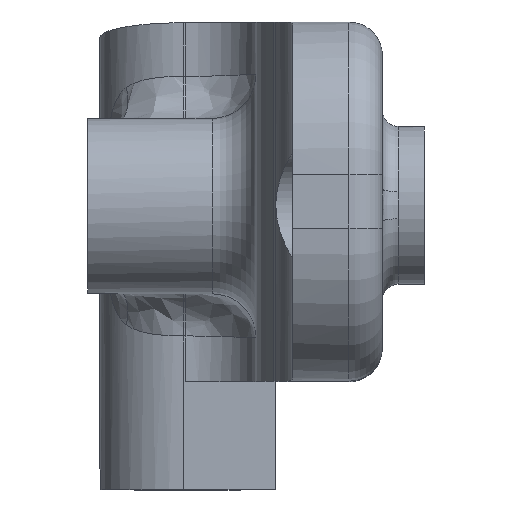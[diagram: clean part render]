
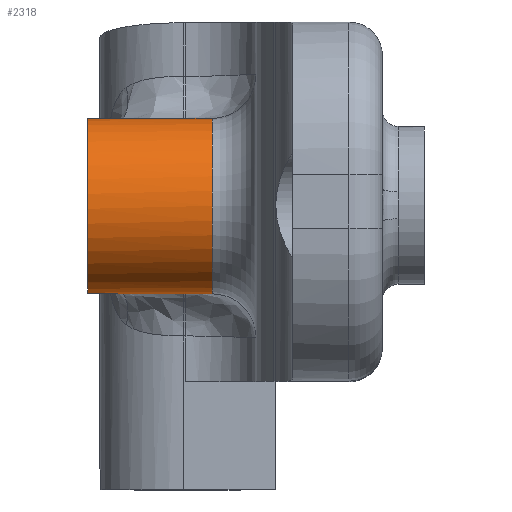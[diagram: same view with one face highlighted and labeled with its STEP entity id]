
A CAD part, top view. The second image highlights one B-rep face of the part: STEP entity #2318.
In plain terms, the highlighted cylindrical face has radius 5 mm (diameter 10 mm), a partial arc.
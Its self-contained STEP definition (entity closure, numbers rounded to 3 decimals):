
#2211=CARTESIAN_POINT('',(5.816,490.,-56.));
#2212=DIRECTION('',(-1.,0.,0.));
#2213=DIRECTION('',(0.,-1.,0.));
#2214=AXIS2_PLACEMENT_3D('',#2211,#2212,#2213);
#2215=CYLINDRICAL_SURFACE('',#2214,5.);
#2216=CARTESIAN_POINT('',(-5.684,485.,-56.));
#2217=VERTEX_POINT('',#2216);
#2218=CARTESIAN_POINT('',(1.4,485.,-56.));
#2219=VERTEX_POINT('',#2218);
#2220=CARTESIAN_POINT('',(-5.684,485.,-56.));
#2221=DIRECTION('',(1.,-0.,-0.));
#2222=VECTOR('',#2221,7.084);
#2223=LINE('',#2220,#2222);
#2224=EDGE_CURVE('',#2217,#2219,#2223,.T.);
#2225=ORIENTED_EDGE('',*,*,#2224,.T.);
#2226=CARTESIAN_POINT('',(1.416,485.002,-55.854));
#2227=VERTEX_POINT('',#2226);
#2228=CARTESIAN_POINT('',(1.4,485.,-56.));
#2229=CARTESIAN_POINT('',(1.411,485.,-55.952));
#2230=CARTESIAN_POINT('',(1.416,485.001,-55.903));
#2231=CARTESIAN_POINT('',(1.416,485.002,-55.854));
#2232=B_SPLINE_CURVE_WITH_KNOTS('',3,(#2228,#2229,#2230,#2231),.UNSPECIFIED.,.F.,.F.,(4,4),(0.002,0.002),.UNSPECIFIED.);
#2233=EDGE_CURVE('',#2219,#2227,#2232,.T.);
#2234=ORIENTED_EDGE('',*,*,#2233,.T.);
#2235=CARTESIAN_POINT('',(1.416,494.998,-55.854));
#2236=VERTEX_POINT('',#2235);
#2237=CARTESIAN_POINT('',(1.416,490.,-56.));
#2238=DIRECTION('',(-1.,0.,0.));
#2239=DIRECTION('',(0.,0.,1.));
#2240=AXIS2_PLACEMENT_3D('',#2237,#2238,#2239);
#2241=CIRCLE('',#2240,5.);
#2242=EDGE_CURVE('',#2227,#2236,#2241,.T.);
#2243=ORIENTED_EDGE('',*,*,#2242,.T.);
#2244=CARTESIAN_POINT('',(-0.084,494.927,-56.854));
#2245=VERTEX_POINT('',#2244);
#2246=CARTESIAN_POINT('',(1.416,494.998,-55.854));
#2247=CARTESIAN_POINT('',(1.416,495.002,-55.986));
#2248=CARTESIAN_POINT('',(1.376,495.,-56.117));
#2249=CARTESIAN_POINT('',(1.301,494.994,-56.238));
#2250=CARTESIAN_POINT('',(1.226,494.989,-56.358));
#2251=CARTESIAN_POINT('',(1.115,494.979,-56.469));
#2252=CARTESIAN_POINT('',(0.977,494.968,-56.561));
#2253=CARTESIAN_POINT('',(0.908,494.963,-56.607));
#2254=CARTESIAN_POINT('',(0.831,494.958,-56.649));
#2255=CARTESIAN_POINT('',(0.749,494.953,-56.685));
#2256=CARTESIAN_POINT('',(0.668,494.948,-56.722));
#2257=CARTESIAN_POINT('',(0.582,494.943,-56.752));
#2258=CARTESIAN_POINT('',(0.491,494.939,-56.777));
#2259=CARTESIAN_POINT('',(0.4,494.935,-56.802));
#2260=CARTESIAN_POINT('',(0.305,494.932,-56.822));
#2261=CARTESIAN_POINT('',(0.209,494.93,-56.834));
#2262=CARTESIAN_POINT('',(0.113,494.928,-56.847));
#2263=CARTESIAN_POINT('',(0.016,494.927,-56.854));
#2264=CARTESIAN_POINT('',(-0.084,494.927,-56.854));
#2265=B_SPLINE_CURVE_WITH_KNOTS('',3,(#2246,#2247,#2248,#2249,#2250,#2251,#2252,#2253,#2254,#2255,#2256,#2257,#2258,#2259,#2260,#2261,#2262,#2263,#2264),.UNSPECIFIED.,.F.,.F.,(4,3,3,3,3,3,4),(0.,0.001,0.001,0.001,0.002,0.002,0.002),.UNSPECIFIED.);
#2266=EDGE_CURVE('',#2236,#2245,#2265,.T.);
#2267=ORIENTED_EDGE('',*,*,#2266,.T.);
#2268=CARTESIAN_POINT('',(-0.2,494.927,-56.854));
#2269=VERTEX_POINT('',#2268);
#2270=CARTESIAN_POINT('',(-0.084,494.927,-56.854));
#2271=DIRECTION('',(-1.,0.,0.));
#2272=VECTOR('',#2271,0.116);
#2273=LINE('',#2270,#2272);
#2274=EDGE_CURVE('',#2245,#2269,#2273,.T.);
#2275=ORIENTED_EDGE('',*,*,#2274,.T.);
#2276=CARTESIAN_POINT('',(-5.184,494.507,-58.164));
#2277=VERTEX_POINT('',#2276);
#2278=CARTESIAN_POINT('',(-0.2,494.927,-56.854));
#2279=CARTESIAN_POINT('',(-0.666,494.927,-56.854));
#2280=CARTESIAN_POINT('',(-1.124,494.922,-56.883));
#2281=CARTESIAN_POINT('',(-1.575,494.911,-56.941));
#2282=CARTESIAN_POINT('',(-1.801,494.905,-56.97));
#2283=CARTESIAN_POINT('',(-2.025,494.898,-57.006));
#2284=CARTESIAN_POINT('',(-2.247,494.889,-57.049));
#2285=CARTESIAN_POINT('',(-2.469,494.879,-57.092));
#2286=CARTESIAN_POINT('',(-2.689,494.868,-57.143));
#2287=CARTESIAN_POINT('',(-2.903,494.854,-57.199));
#2288=CARTESIAN_POINT('',(-3.331,494.826,-57.313));
#2289=CARTESIAN_POINT('',(-3.737,494.788,-57.452));
#2290=CARTESIAN_POINT('',(-4.122,494.732,-57.616));
#2291=CARTESIAN_POINT('',(-4.315,494.704,-57.698));
#2292=CARTESIAN_POINT('',(-4.501,494.671,-57.785));
#2293=CARTESIAN_POINT('',(-4.678,494.634,-57.877));
#2294=CARTESIAN_POINT('',(-4.855,494.597,-57.969));
#2295=CARTESIAN_POINT('',(-5.024,494.555,-58.064));
#2296=CARTESIAN_POINT('',(-5.184,494.507,-58.164));
#2297=B_SPLINE_CURVE_WITH_KNOTS('',3,(#2278,#2279,#2280,#2281,#2282,#2283,#2284,#2285,#2286,#2287,#2288,#2289,#2290,#2291,#2292,#2293,#2294,#2295,#2296),.UNSPECIFIED.,.F.,.F.,(4,3,3,3,3,3,4),(0.023,0.025,0.025,0.026,0.027,0.028,0.029),.UNSPECIFIED.);
#2298=EDGE_CURVE('',#2269,#2277,#2297,.T.);
#2299=ORIENTED_EDGE('',*,*,#2298,.T.);
#2300=CARTESIAN_POINT('',(-5.684,494.51,-58.159));
#2301=VERTEX_POINT('',#2300);
#2302=CARTESIAN_POINT('',(-5.184,494.507,-58.164));
#2303=CARTESIAN_POINT('',(-5.35,494.517,-58.144));
#2304=CARTESIAN_POINT('',(-5.517,494.517,-58.145));
#2305=CARTESIAN_POINT('',(-5.684,494.51,-58.159));
#2306=B_SPLINE_CURVE_WITH_KNOTS('',3,(#2302,#2303,#2304,#2305),.UNSPECIFIED.,.F.,.F.,(4,4),(0.,0.001),.UNSPECIFIED.);
#2307=EDGE_CURVE('',#2277,#2301,#2306,.T.);
#2308=ORIENTED_EDGE('',*,*,#2307,.T.);
#2309=CARTESIAN_POINT('',(-5.684,490.,-56.));
#2310=DIRECTION('',(-1.,0.,0.));
#2311=DIRECTION('',(0.,0.,1.));
#2312=AXIS2_PLACEMENT_3D('',#2309,#2310,#2311);
#2313=CIRCLE('',#2312,5.);
#2314=EDGE_CURVE('',#2217,#2301,#2313,.T.);
#2315=ORIENTED_EDGE('',*,*,#2314,.F.);
#2316=EDGE_LOOP('',(#2225,#2234,#2243,#2267,#2275,#2299,#2308,#2315));
#2317=FACE_BOUND('',#2316,.T.);
#2318=ADVANCED_FACE('',(#2317),#2215,.T.);
